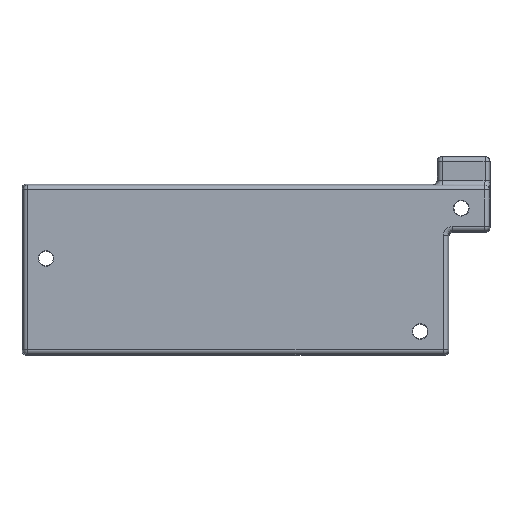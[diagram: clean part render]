
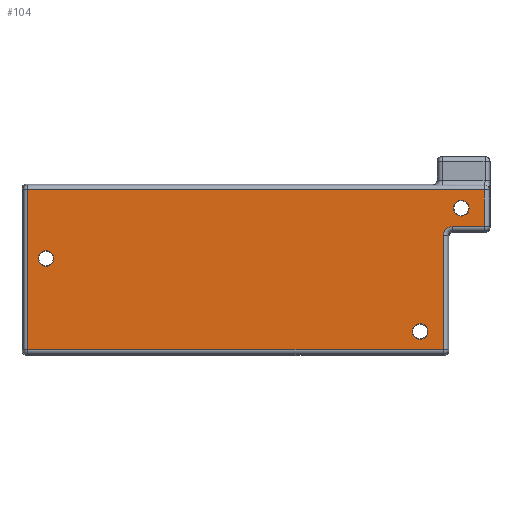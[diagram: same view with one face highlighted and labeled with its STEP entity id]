
A CAD part, front view. The second image highlights one B-rep face of the part: STEP entity #104.
In plain terms, the highlighted planar face has unit normal (0, -1, 0).
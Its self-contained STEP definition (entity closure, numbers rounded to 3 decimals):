
#43 = CARTESIAN_POINT ( 'NONE',  ( 53.496, 0., 18.682 ) ) ;
#63 = EDGE_LOOP ( 'NONE', ( #2763, #3569, #1972, #1257, #3649, #2677, #583 ) ) ;
#98 = VECTOR ( 'NONE', #1339, 1000. ) ;
#104 = ADVANCED_FACE ( 'NONE', ( #886, #155, #770, #3638 ), #1482, .T. ) ;
#151 = CARTESIAN_POINT ( 'NONE',  ( -41.555, 0., 22.733 ) ) ;
#155 = FACE_BOUND ( 'NONE', #1249, .T. ) ;
#193 = EDGE_CURVE ( 'NONE', #2195, #2195, #2104, .T. ) ;
#246 = DIRECTION ( 'NONE',  ( 0., 0., -1. ) ) ;
#300 = EDGE_CURVE ( 'NONE', #1194, #1194, #1204, .T. ) ;
#313 = VECTOR ( 'NONE', #2114, 1000. ) ;
#372 = ORIENTED_EDGE ( 'NONE', *, *, #300, .T. ) ;
#453 = VERTEX_POINT ( 'NONE', #151 ) ;
#506 = AXIS2_PLACEMENT_3D ( 'NONE', #1806, #1173, #3584 ) ;
#583 = ORIENTED_EDGE ( 'NONE', *, *, #3180, .T. ) ;
#770 = FACE_BOUND ( 'NONE', #1016, .T. ) ;
#886 = FACE_BOUND ( 'NONE', #3214, .T. ) ;
#995 = CARTESIAN_POINT ( 'NONE',  ( -37.504, 0., 7.682 ) ) ;
#1016 = EDGE_LOOP ( 'NONE', ( #1651 ) ) ;
#1060 = CARTESIAN_POINT ( 'NONE',  ( 50.374, 0., 14.631 ) ) ;
#1112 = CARTESIAN_POINT ( 'NONE',  ( 49.547, 0., 12.633 ) ) ;
#1115 = CARTESIAN_POINT ( 'NONE',  ( 0., 0., 0. ) ) ;
#1141 = CARTESIAN_POINT ( 'NONE',  ( 44.496, 0., -6.618 ) ) ;
#1165 = CARTESIAN_POINT ( 'NONE',  ( -41.555, 0., -12.369 ) ) ;
#1173 = DIRECTION ( 'NONE',  ( 0., 1., 0. ) ) ;
#1194 = VERTEX_POINT ( 'NONE', #3433 ) ;
#1198 = DIRECTION ( 'NONE',  ( 0., 1., 0. ) ) ;
#1204 = CIRCLE ( 'NONE', #1277, 1.7 ) ;
#1217 = DIRECTION ( 'NONE',  ( 1., 0., 0. ) ) ;
#1249 = EDGE_LOOP ( 'NONE', ( #372 ) ) ;
#1257 = ORIENTED_EDGE ( 'NONE', *, *, #2341, .T. ) ;
#1273 = VECTOR ( 'NONE', #3186, 1000. ) ;
#1277 = AXIS2_PLACEMENT_3D ( 'NONE', #43, #1198, #1476 ) ;
#1339 = DIRECTION ( 'NONE',  ( 0., 0., 1. ) ) ;
#1375 = DIRECTION ( 'NONE',  ( 0., 1., 0. ) ) ;
#1414 = DIRECTION ( 'NONE',  ( 1., 0., 0. ) ) ;
#1424 = CARTESIAN_POINT ( 'NONE',  ( 59.527, 0., 14.631 ) ) ;
#1476 = DIRECTION ( 'NONE',  ( 0., 0., 1. ) ) ;
#1482 = PLANE ( 'NONE',  #2007 ) ;
#1507 = EDGE_CURVE ( 'NONE', #453, #1930, #3051, .T. ) ;
#1511 = VECTOR ( 'NONE', #3334, 1000. ) ;
#1593 = VERTEX_POINT ( 'NONE', #3456 ) ;
#1651 = ORIENTED_EDGE ( 'NONE', *, *, #2919, .T. ) ;
#1733 = VERTEX_POINT ( 'NONE', #2636 ) ;
#1800 = LINE ( 'NONE', #3072, #3627 ) ;
#1806 = CARTESIAN_POINT ( 'NONE',  ( 44.496, 0., -8.318 ) ) ;
#1830 = CARTESIAN_POINT ( 'NONE',  ( -42.504, 0., 22.733 ) ) ;
#1896 = CARTESIAN_POINT ( 'NONE',  ( 49.547, 0., -12.369 ) ) ;
#1930 = VERTEX_POINT ( 'NONE', #1165 ) ;
#1952 = LINE ( 'NONE', #1424, #2554 ) ;
#1972 = ORIENTED_EDGE ( 'NONE', *, *, #2641, .T. ) ;
#1982 = EDGE_CURVE ( 'NONE', #1593, #2978, #1952, .T. ) ;
#2007 = AXIS2_PLACEMENT_3D ( 'NONE', #1115, #2029, #246 ) ;
#2029 = DIRECTION ( 'NONE',  ( 0., -1., 0. ) ) ;
#2033 = AXIS2_PLACEMENT_3D ( 'NONE', #995, #1375, #3477 ) ;
#2051 = CARTESIAN_POINT ( 'NONE',  ( 49.547, 0., 13.804 ) ) ;
#2104 = CIRCLE ( 'NONE', #2033, 1.7 ) ;
#2110 = CARTESIAN_POINT ( 'NONE',  ( 58.578, 0., 14.631 ) ) ;
#2114 = DIRECTION ( 'NONE',  ( -1., 0., 0. ) ) ;
#2117 = EDGE_CURVE ( 'NONE', #2625, #453, #3170, .T. ) ;
#2195 = VERTEX_POINT ( 'NONE', #2582 ) ;
#2325 = CIRCLE ( 'NONE', #506, 1.7 ) ;
#2341 = EDGE_CURVE ( 'NONE', #3081, #1733, #3583, .T. ) ;
#2401 = EDGE_CURVE ( 'NONE', #1593, #1733, #3270, .T. ) ;
#2441 = CARTESIAN_POINT ( 'NONE',  ( 58.578, 0., 22.733 ) ) ;
#2554 = VECTOR ( 'NONE', #1414, 1000. ) ;
#2582 = CARTESIAN_POINT ( 'NONE',  ( -37.504, 0., 9.382 ) ) ;
#2625 = VERTEX_POINT ( 'NONE', #2441 ) ;
#2636 = CARTESIAN_POINT ( 'NONE',  ( 49.547, 0., 12.633 ) ) ;
#2641 = EDGE_CURVE ( 'NONE', #1930, #3081, #1800, .T. ) ;
#2677 = ORIENTED_EDGE ( 'NONE', *, *, #1982, .T. ) ;
#2763 = ORIENTED_EDGE ( 'NONE', *, *, #2117, .T. ) ;
#2919 = EDGE_CURVE ( 'NONE', #3304, #3304, #2325, .T. ) ;
#2978 = VERTEX_POINT ( 'NONE', #2110 ) ;
#3051 = LINE ( 'NONE', #3488, #1511 ) ;
#3072 = CARTESIAN_POINT ( 'NONE',  ( 50.496, 0., -12.369 ) ) ;
#3081 = VERTEX_POINT ( 'NONE', #1896 ) ;
#3170 = LINE ( 'NONE', #1830, #313 ) ;
#3180 = EDGE_CURVE ( 'NONE', #2978, #2625, #3291, .T. ) ;
#3186 = DIRECTION ( 'NONE',  ( 0., 0., 1. ) ) ;
#3214 = EDGE_LOOP ( 'NONE', ( #3435 ) ) ;
#3270 =( BOUNDED_CURVE ( )  B_SPLINE_CURVE ( 3, ( #3372, #1060, #2051, #1112 ),
 .UNSPECIFIED., .F., .T. ) 
 B_SPLINE_CURVE_WITH_KNOTS ( ( 4, 4 ),
 ( 2.358, 3.926 ),
 .UNSPECIFIED. ) 
 CURVE ( )  GEOMETRIC_REPRESENTATION_ITEM ( )  RATIONAL_B_SPLINE_CURVE ( ( 1., 0.805, 0.805, 1. ) ) 
 REPRESENTATION_ITEM ( '' )  );
#3273 = CARTESIAN_POINT ( 'NONE',  ( 49.547, 0., 13.682 ) ) ;
#3291 = LINE ( 'NONE', #3438, #98 ) ;
#3304 = VERTEX_POINT ( 'NONE', #1141 ) ;
#3334 = DIRECTION ( 'NONE',  ( 0., 0., -1. ) ) ;
#3372 = CARTESIAN_POINT ( 'NONE',  ( 51.544, 0., 14.631 ) ) ;
#3433 = CARTESIAN_POINT ( 'NONE',  ( 53.496, 0., 20.382 ) ) ;
#3435 = ORIENTED_EDGE ( 'NONE', *, *, #193, .T. ) ;
#3438 = CARTESIAN_POINT ( 'NONE',  ( 58.578, 0., 23.682 ) ) ;
#3456 = CARTESIAN_POINT ( 'NONE',  ( 51.544, 0., 14.631 ) ) ;
#3477 = DIRECTION ( 'NONE',  ( 0., 0., 1. ) ) ;
#3488 = CARTESIAN_POINT ( 'NONE',  ( -41.555, 0., -13.318 ) ) ;
#3569 = ORIENTED_EDGE ( 'NONE', *, *, #1507, .T. ) ;
#3583 = LINE ( 'NONE', #3273, #1273 ) ;
#3584 = DIRECTION ( 'NONE',  ( 0., 0., 1. ) ) ;
#3627 = VECTOR ( 'NONE', #1217, 1000. ) ;
#3638 = FACE_OUTER_BOUND ( 'NONE', #63, .T. ) ;
#3649 = ORIENTED_EDGE ( 'NONE', *, *, #2401, .F. ) ;
